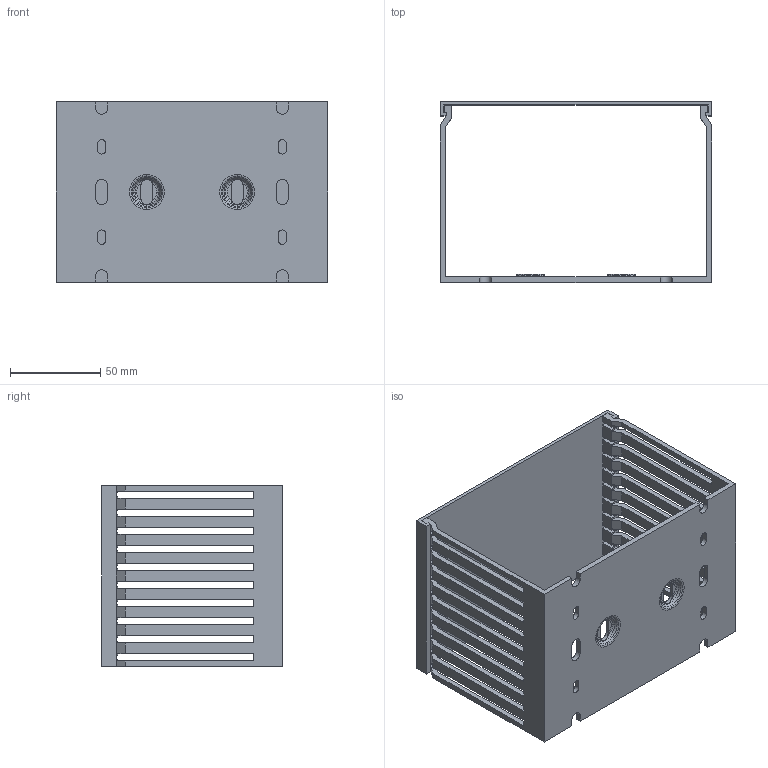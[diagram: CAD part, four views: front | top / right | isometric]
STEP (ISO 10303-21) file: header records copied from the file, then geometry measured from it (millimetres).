
FILE_DESCRIPTION((''),'2;1');
FILE_NAME('B150X100_THIN_ASM','2021-03-30T',('marketing.praksa'),('Audax d.o.o.'),'CREO PARAMETRIC BY PTC INC, 2017480','CREO PARAMETRIC BY PTC INC, 2017480','');
FILE_SCHEMA(('AUTOMOTIVE_DESIGN { 1 0 10303 214 1 1 1 1 }'));
Products named in the file (4): PRT0168; B150X100__THIN-188624; 4521Q; B150X100_THIN_ASM
Assembly tree (3 placements, depth 2):
  B150X100_THIN_ASM
    PRT0168
    B150X100__THIN-188624
    4521Q
Bounding box: 150 x 100 x 100 mm (x, y, z)
Volume: 111015.6 mm3; surface area: 102591 mm2
Topology: 5 solids, 5 shells, 509 faces, 1466 edges, 970 vertices
Faces by surface type: plane 409, cylinder 58, torus 34, cone 8
Entity records: 25275 total; most frequent: CARTESIAN_POINT 3596, ORIENTED_EDGE 2932, DIRECTION 2554, PRESENTATION_STYLE_ASSIGNMENT 1980, STYLED_ITEM 1980, CURVE_STYLE 1466, EDGE_CURVE 1466, VECTOR 1066
